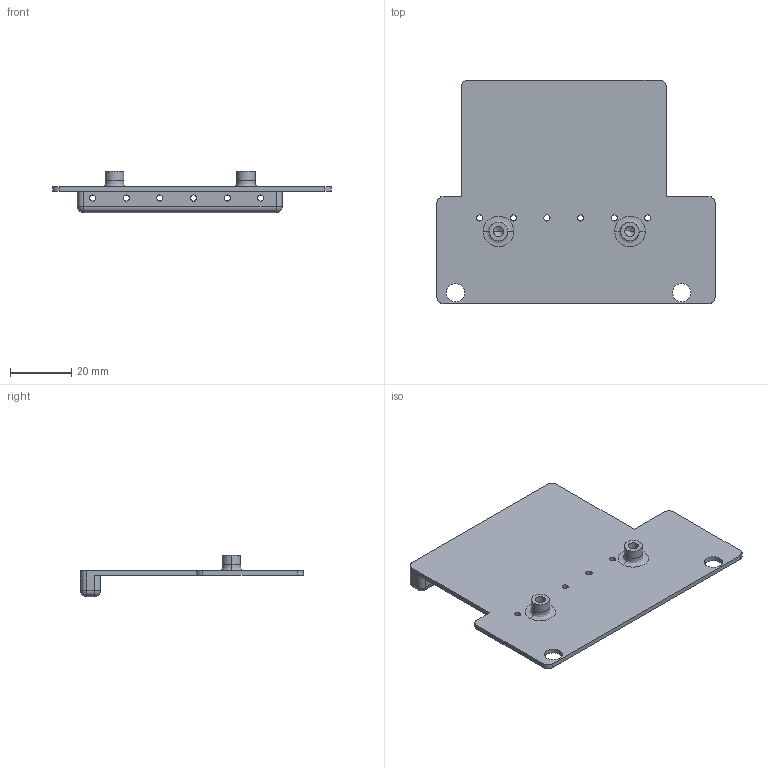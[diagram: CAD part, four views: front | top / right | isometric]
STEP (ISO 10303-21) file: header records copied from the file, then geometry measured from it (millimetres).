
FILE_DESCRIPTION (( 'STEP AP203' ), '1' );
FILE_NAME ('Chevalet.STEP', '2019-01-17T17:09:19', ( '' ), ( '' ), 'SwSTEP 2.0', 'SolidWorks 2017', '' );
FILE_SCHEMA (( 'CONFIG_CONTROL_DESIGN' ));
Length unit declared in the file: millimetre
Products named in the file (1): Chevalet
Bounding box: 91 x 73 x 13.5 mm (x, y, z)
Volume: 11485.2 mm3; surface area: 13258.8 mm2
Topology: 1 solids, 1 shells, 86 faces, 218 edges, 130 vertices
Faces by surface type: cylinder 48, bspline 16, plane 14, cone 4, sphere 4
Entity records: 4631 total; most frequent: CARTESIAN_POINT 2587, ORIENTED_EDGE 420, DIRECTION 384, EDGE_CURVE 210, AXIS2_PLACEMENT_3D 151, VERTEX_POINT 130, EDGE_LOOP 118, ADVANCED_FACE 86
